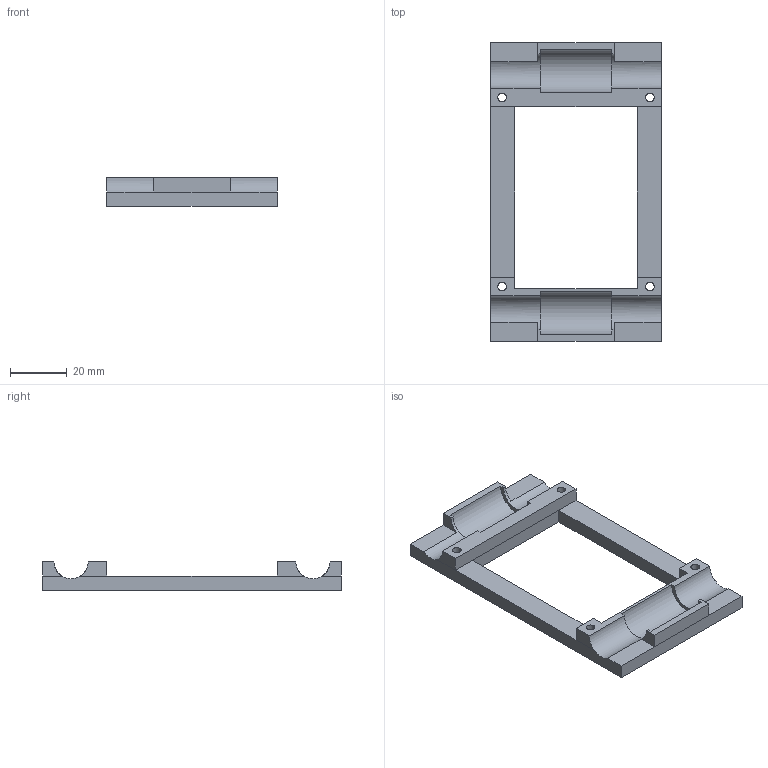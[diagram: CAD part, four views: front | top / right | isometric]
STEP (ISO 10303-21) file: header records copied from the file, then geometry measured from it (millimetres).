
FILE_DESCRIPTION(('FreeCAD Model'),'2;1');
FILE_NAME('X-Carrage_Back.step', '2017-04-04T15:10:30',('Author'),(''), 'Open CASCADE STEP processor 6.8','FreeCAD','Unknown');
FILE_SCHEMA(('AUTOMOTIVE_DESIGN_CC2 { 1 2 10303 214 -1 1 5 4 }'));
Length unit declared in the file: millimetre
Products named in the file (2): ASSEMBLY; Cut002
Assembly tree (1 placements, depth 2):
  ASSEMBLY
    Cut002
Bounding box: 60 x 105 x 10 mm (x, y, z)
Volume: 20185.5 mm3; surface area: 12086 mm2
Topology: 1 solids, 1 shells, 49 faces, 130 edges, 82 vertices
Faces by surface type: plane 39, cylinder 10
Full cylindrical faces by diameter (mm): 3 x4
Entity records: 3243 total; most frequent: CARTESIAN_POINT 619, DIRECTION 474, LINE 298, VECTOR 298, ORIENTED_EDGE 260, PCURVE 260, DEFINITIONAL_REPRESENTATION 260, EDGE_CURVE 130
